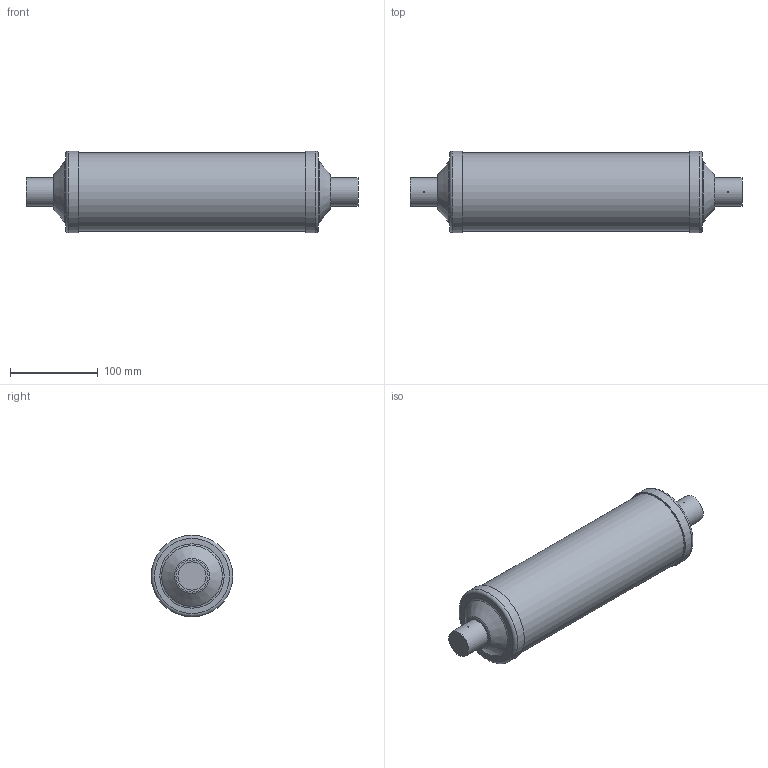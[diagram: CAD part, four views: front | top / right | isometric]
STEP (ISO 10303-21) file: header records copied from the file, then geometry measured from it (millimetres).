
FILE_DESCRIPTION(('TFLEX Exchange Step'),'2;1');
FILE_NAME('023B7139R - DFL 759s TW.stp', '2023-06-13T10:32:32+03:00',('RUCO2978'),('Unknown organisation'),'TFLEX Exchange 2022.1','T-FLEX CAD','Unknown authorisation');
FILE_SCHEMA( ('AP242_MANAGED_MODEL_BASED_3D_ENGINEERING_MIM_LF {1 0 10303 442 1 1 4 }') );
Length unit declared in the file: millimetre
Products named in the file (1): Nodes
Bounding box: 378 x 92.9 x 92.9 mm (x, y, z)
Volume: 1919740.6 mm3; surface area: 102504.6 mm2
Topology: 1 solids, 1 shells, 25 faces, 61 edges, 48 vertices
Faces by surface type: plane 8, cylinder 7, torus 6, sphere 2, cone 2
Full cylindrical faces by diameter (mm): 31.9 x2, 88.9 x1, 92.9 x2
Entity records: 875 total; most frequent: CARTESIAN_POINT 237, DIRECTION 134, ORIENTED_EDGE 96, AXIS2_PLACEMENT_3D 67, VERTEX_POINT 48, EDGE_CURVE 48, EDGE_LOOP 48, FACE_BOUND 48
